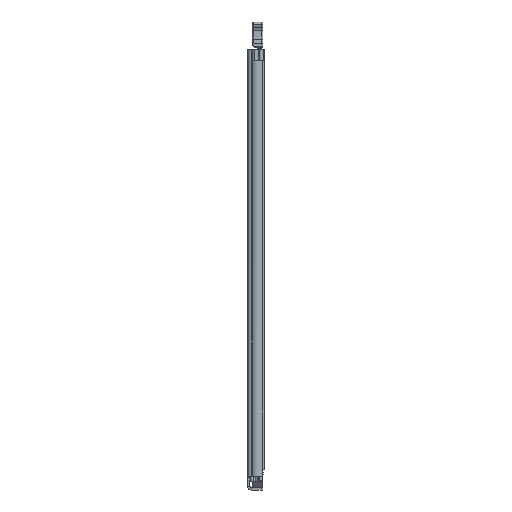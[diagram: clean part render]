
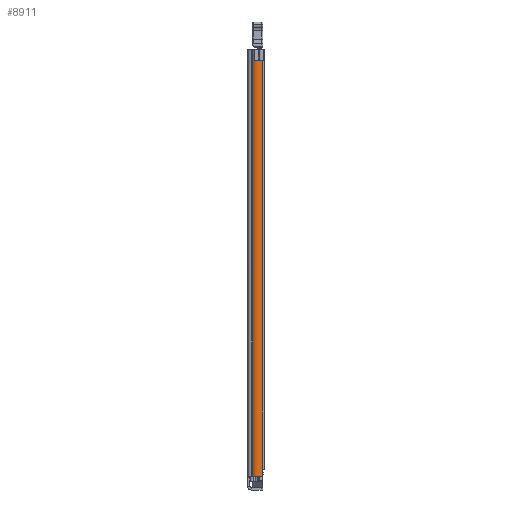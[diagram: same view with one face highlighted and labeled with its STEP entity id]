
A CAD part, front view. The second image highlights one B-rep face of the part: STEP entity #8911.
In plain terms, the highlighted cylindrical face has radius 7.6 mm (diameter 15.2 mm), a partial arc.
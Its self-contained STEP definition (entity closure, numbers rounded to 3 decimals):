
#1606 = EDGE_CURVE ( 'NONE', #31590, #2049, #25773, .T. ) ;
#1840 = DIRECTION ( 'NONE',  ( 0., 0., -1. ) ) ;
#2049 = VERTEX_POINT ( 'NONE', #20650 ) ;
#2285 = ORIENTED_EDGE ( 'NONE', *, *, #25172, .T. ) ;
#3030 = AXIS2_PLACEMENT_3D ( 'NONE', #16996, #6921, #29841 ) ;
#4806 = LINE ( 'NONE', #12272, #31230 ) ;
#5040 = LINE ( 'NONE', #22221, #21349 ) ;
#6146 = DIRECTION ( 'NONE',  ( 0., 0., 1. ) ) ;
#6660 = EDGE_CURVE ( 'NONE', #31445, #2049, #5040, .T. ) ;
#6835 = DIRECTION ( 'NONE',  ( 1., 0., 0. ) ) ;
#6921 = DIRECTION ( 'NONE',  ( 0., 0., 1. ) ) ;
#8911 = ADVANCED_FACE ( 'NONE', ( #24892 ), #24256, .T. ) ;
#11954 = DIRECTION ( 'NONE',  ( 0., 0., 1. ) ) ;
#12061 = CARTESIAN_POINT ( 'NONE',  ( 5.244, -35.891, -492. ) ) ;
#12272 = CARTESIAN_POINT ( 'NONE',  ( 8.413, -37.778, -508. ) ) ;
#13266 = EDGE_CURVE ( 'NONE', #31445, #13593, #25980, .T. ) ;
#13593 = VERTEX_POINT ( 'NONE', #26171 ) ;
#14895 = DIRECTION ( 'NONE',  ( 0., 0., 1. ) ) ;
#15010 = ORIENTED_EDGE ( 'NONE', *, *, #1606, .T. ) ;
#15746 = CARTESIAN_POINT ( 'NONE',  ( 10.602, -30.5, -492. ) ) ;
#16296 = LINE ( 'NONE', #26344, #26535 ) ;
#16456 = CIRCLE ( 'NONE', #21714, 7.6 ) ;
#16996 = CARTESIAN_POINT ( 'NONE',  ( 10.602, -30.5, -508. ) ) ;
#17228 = ORIENTED_EDGE ( 'NONE', *, *, #6660, .F. ) ;
#19032 = CARTESIAN_POINT ( 'NONE',  ( 10.602, -30.5, 0. ) ) ;
#20167 = CARTESIAN_POINT ( 'NONE',  ( 8.413, -37.778, -12.2 ) ) ;
#20650 = CARTESIAN_POINT ( 'NONE',  ( 5.244, -35.891, 0. ) ) ;
#20709 = AXIS2_PLACEMENT_3D ( 'NONE', #15746, #6146, #25948 ) ;
#20917 = DIRECTION ( 'NONE',  ( 0., 0., 1. ) ) ;
#21349 = VECTOR ( 'NONE', #25012, 1000. ) ;
#21714 = AXIS2_PLACEMENT_3D ( 'NONE', #26799, #11954, #6835 ) ;
#21994 = DIRECTION ( 'NONE',  ( 1., 0., 0. ) ) ;
#22087 = AXIS2_PLACEMENT_3D ( 'NONE', #19032, #1840, #21994 ) ;
#22221 = CARTESIAN_POINT ( 'NONE',  ( 5.244, -35.891, -508. ) ) ;
#22422 = VERTEX_POINT ( 'NONE', #20167 ) ;
#24216 = EDGE_LOOP ( 'NONE', ( #26499, #27045, #29856, #2285, #15010, #17228 ) ) ;
#24256 = CYLINDRICAL_SURFACE ( 'NONE', #3030, 7.6 ) ;
#24320 = CARTESIAN_POINT ( 'NONE',  ( 16.488, -35.307, -12.2 ) ) ;
#24892 = FACE_OUTER_BOUND ( 'NONE', #24216, .T. ) ;
#25012 = DIRECTION ( 'NONE',  ( 0., 0., 1. ) ) ;
#25172 = EDGE_CURVE ( 'NONE', #22422, #31590, #4806, .T. ) ;
#25191 = VERTEX_POINT ( 'NONE', #24320 ) ;
#25773 = CIRCLE ( 'NONE', #22087, 7.6 ) ;
#25948 = DIRECTION ( 'NONE',  ( 1., 0., 0. ) ) ;
#25980 = CIRCLE ( 'NONE', #20709, 7.6 ) ;
#26171 = CARTESIAN_POINT ( 'NONE',  ( 16.488, -35.307, -492. ) ) ;
#26344 = CARTESIAN_POINT ( 'NONE',  ( 16.488, -35.307, -508. ) ) ;
#26499 = ORIENTED_EDGE ( 'NONE', *, *, #13266, .T. ) ;
#26535 = VECTOR ( 'NONE', #20917, 1000. ) ;
#26799 = CARTESIAN_POINT ( 'NONE',  ( 10.602, -30.5, -12.2 ) ) ;
#27007 = EDGE_CURVE ( 'NONE', #13593, #25191, #16296, .T. ) ;
#27045 = ORIENTED_EDGE ( 'NONE', *, *, #27007, .T. ) ;
#29119 = EDGE_CURVE ( 'NONE', #22422, #25191, #16456, .T. ) ;
#29841 = DIRECTION ( 'NONE',  ( 1., 0., 0. ) ) ;
#29856 = ORIENTED_EDGE ( 'NONE', *, *, #29119, .F. ) ;
#30517 = CARTESIAN_POINT ( 'NONE',  ( 8.413, -37.778, 0. ) ) ;
#31230 = VECTOR ( 'NONE', #14895, 1000. ) ;
#31445 = VERTEX_POINT ( 'NONE', #12061 ) ;
#31590 = VERTEX_POINT ( 'NONE', #30517 ) ;
